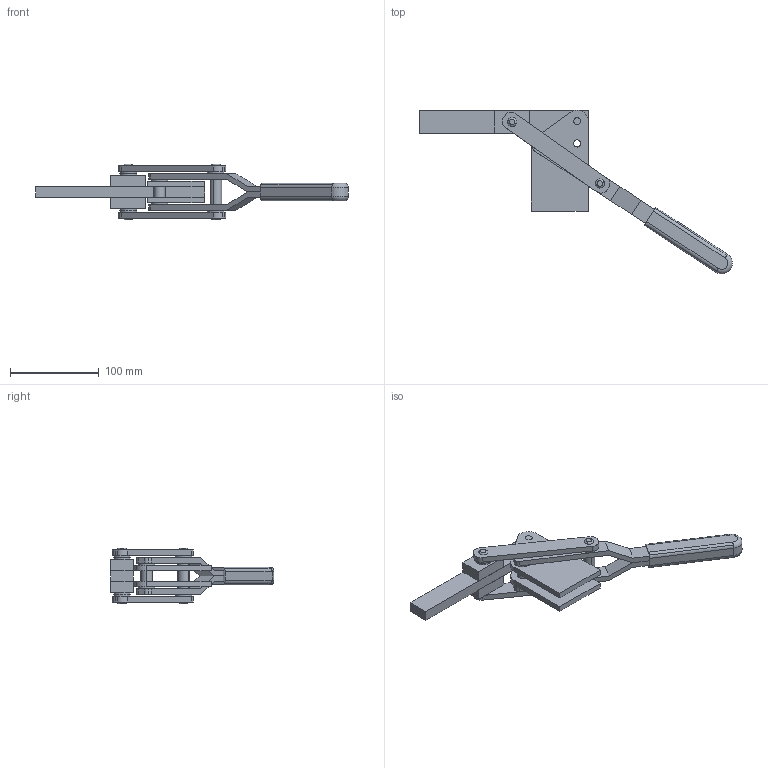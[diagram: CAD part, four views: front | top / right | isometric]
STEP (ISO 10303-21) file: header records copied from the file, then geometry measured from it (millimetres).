
FILE_DESCRIPTION((''),'2;1');
FILE_NAME('MR3.stp','2004-02-12T10:42:26',('matthew'),(''),'Autodesk Inventor (R) 6.0','Autodesk Inventor (R) 6.0','');
FILE_SCHEMA(('AUTOMOTIVE_DESIGN { 1 0 10303 214 1 1 1 1 }'));
Length unit declared in the file: millimetre
Products named in the file (26): MR3; MR31; MR32; MR33; MR34; MR35; MR36; MR37; MR38; MR39; MR310; MR311; MR312; MR313; MR314; MR315; MR316; MR317; MR318; MR319; MR320; MR321; MR322; MR323; MR324; MR325
Assembly tree (25 placements, depth 2):
  MR3
    MR31
    MR32
    MR33
    MR34
    MR35
    MR36
    MR37
    MR38
    MR39
    MR310
    MR311
    MR312
    MR313
    MR314
    MR315
    MR316
    MR317
    MR318
    MR319
    MR320
    MR321
    MR322
    MR323
    MR324
    MR325
Bounding box: 351.54 x 184.06 x 62.7 mm (x, y, z)
Volume: 317511.8 mm3; surface area: 121311.8 mm2
Topology: 25 solids, 25 shells, 236 faces, 542 edges, 360 vertices
Faces by surface type: cylinder 125, plane 97, torus 10, bspline 4
Entity records: 7603 total; most frequent: DIRECTION 1384, CARTESIAN_POINT 1201, ORIENTED_EDGE 1084, AXIS2_PLACEMENT_3D 559, EDGE_CURVE 542, VERTEX_POINT 360, EDGE_LOOP 298, CIRCLE 276
